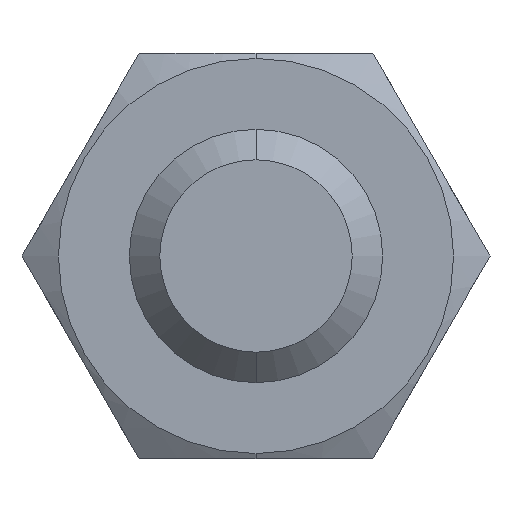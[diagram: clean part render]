
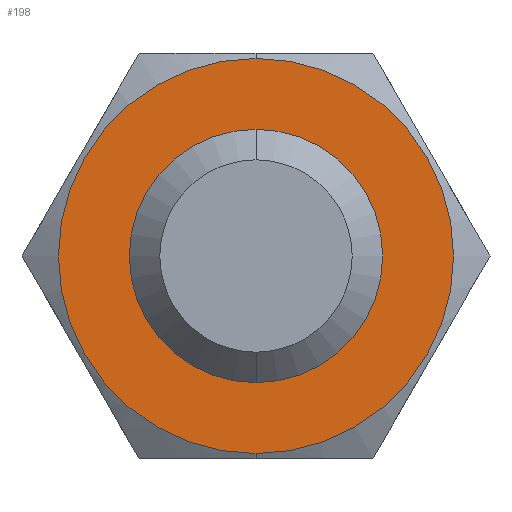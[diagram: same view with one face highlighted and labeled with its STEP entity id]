
A CAD part, front view. The second image highlights one B-rep face of the part: STEP entity #198.
In plain terms, the highlighted planar face has unit normal (0, -1, 0).
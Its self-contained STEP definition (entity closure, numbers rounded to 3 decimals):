
#44 = CIRCLE ( 'NONE', #57, 2.5 ) ;
#52 = DIRECTION ( 'NONE',  ( 0., -1., 0. ) ) ;
#55 = CARTESIAN_POINT ( 'NONE',  ( 0., 5., -2.5 ) ) ;
#56 = DIRECTION ( 'NONE',  ( 0., 0., -1. ) ) ;
#57 = AXIS2_PLACEMENT_3D ( 'NONE', #67, #52, #56 ) ;
#67 = CARTESIAN_POINT ( 'NONE',  ( 0., 5., 0. ) ) ;
#120 = ORIENTED_EDGE ( 'NONE', *, *, #121, .F. ) ;
#121 = EDGE_CURVE ( 'NONE', #205, #141, #296, .T. ) ;
#125 = EDGE_LOOP ( 'NONE', ( #184, #120 ) ) ;
#132 = EDGE_LOOP ( 'NONE', ( #186, #185 ) ) ;
#140 = EDGE_CURVE ( 'NONE', #141, #205, #44, .T. ) ;
#141 = VERTEX_POINT ( 'NONE', #55 ) ;
#170 = EDGE_CURVE ( 'NONE', #223, #176, #438, .T. ) ;
#176 = VERTEX_POINT ( 'NONE', #444 ) ;
#184 = ORIENTED_EDGE ( 'NONE', *, *, #140, .F. ) ;
#185 = ORIENTED_EDGE ( 'NONE', *, *, #170, .T. ) ;
#186 = ORIENTED_EDGE ( 'NONE', *, *, #200, .T. ) ;
#198 = ADVANCED_FACE ( 'NONE', ( #388, #387 ), #390, .T. ) ;
#200 = EDGE_CURVE ( 'NONE', #176, #223, #426, .T. ) ;
#205 = VERTEX_POINT ( 'NONE', #506 ) ;
#223 = VERTEX_POINT ( 'NONE', #519 ) ;
#292 = DIRECTION ( 'NONE',  ( 0., 0., -1. ) ) ;
#293 = DIRECTION ( 'NONE',  ( 0., -1., 0. ) ) ;
#294 = CARTESIAN_POINT ( 'NONE',  ( 0., 5., 0. ) ) ;
#295 = AXIS2_PLACEMENT_3D ( 'NONE', #294, #293, #292 ) ;
#296 = CIRCLE ( 'NONE', #295, 2.5 ) ;
#386 = AXIS2_PLACEMENT_3D ( 'NONE', #425, #424, #423 ) ;
#387 = FACE_BOUND ( 'NONE', #125, .T. ) ;
#388 = FACE_OUTER_BOUND ( 'NONE', #132, .T. ) ;
#390 = PLANE ( 'NONE',  #386 ) ;
#419 = DIRECTION ( 'NONE',  ( 0., 0., -1. ) ) ;
#420 = DIRECTION ( 'NONE',  ( 0., -1., 0. ) ) ;
#421 = CARTESIAN_POINT ( 'NONE',  ( 0., 5., 0. ) ) ;
#422 = AXIS2_PLACEMENT_3D ( 'NONE', #421, #420, #419 ) ;
#423 = DIRECTION ( 'NONE',  ( 0., 0., -1. ) ) ;
#424 = DIRECTION ( 'NONE',  ( 0., -1., 0. ) ) ;
#425 = CARTESIAN_POINT ( 'NONE',  ( 3.9, 5., 0. ) ) ;
#426 = CIRCLE ( 'NONE', #422, 3.9 ) ;
#434 = DIRECTION ( 'NONE',  ( 0., 0., -1. ) ) ;
#435 = DIRECTION ( 'NONE',  ( 0., -1., 0. ) ) ;
#436 = CARTESIAN_POINT ( 'NONE',  ( 0., 5., 0. ) ) ;
#437 = AXIS2_PLACEMENT_3D ( 'NONE', #436, #435, #434 ) ;
#438 = CIRCLE ( 'NONE', #437, 3.9 ) ;
#444 = CARTESIAN_POINT ( 'NONE',  ( 0., 5., 3.9 ) ) ;
#506 = CARTESIAN_POINT ( 'NONE',  ( 0., 5., 2.5 ) ) ;
#519 = CARTESIAN_POINT ( 'NONE',  ( 0., 5., -3.9 ) ) ;
